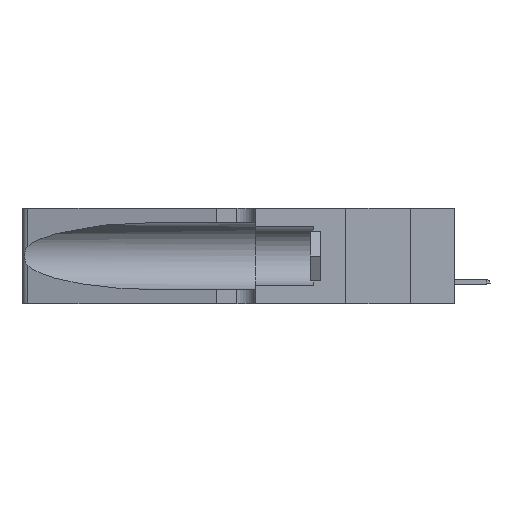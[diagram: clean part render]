
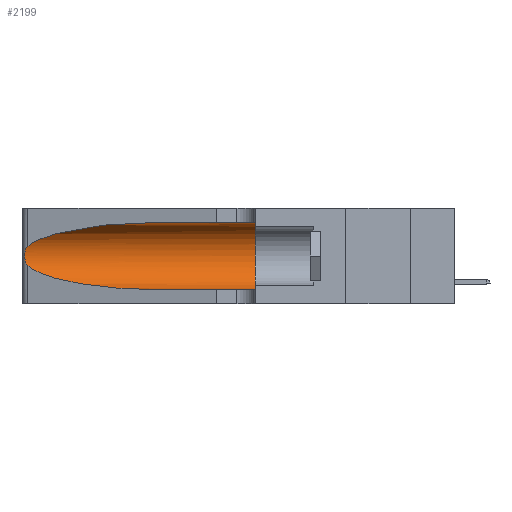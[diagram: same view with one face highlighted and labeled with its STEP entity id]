
A CAD part, left-side view. The second image highlights one B-rep face of the part: STEP entity #2199.
In plain terms, the highlighted cylindrical face has radius 3.308 mm (diameter 6.617 mm), a partial arc.
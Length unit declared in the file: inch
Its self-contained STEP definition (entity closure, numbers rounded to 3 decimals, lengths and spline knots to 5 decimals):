
#166 = DIRECTION ( 'NONE',  ( 0., -1., 0. ) ) ;
#210 = DIRECTION ( 'NONE',  ( 0., -1., 0. ) ) ;
#921 = EDGE_LOOP ( 'NONE', ( #15100, #11691, #9483, #14781, #17766, #6543 ) ) ;
#1764 = DIRECTION ( 'NONE',  ( 0., -1., 0. ) ) ;
#1833 = CARTESIAN_POINT ( 'NONE',  ( 0.25487, 1.22718, 0.22369 ) ) ;
#2199 = ADVANCED_FACE ( 'NONE', ( #2921 ), #13713, .F. ) ;
#2921 = FACE_OUTER_BOUND ( 'NONE', #921, .T. ) ;
#3519 = CARTESIAN_POINT ( 'NONE',  ( 0.25555, 1.22993, 0.14849 ) ) ;
#3527 = CARTESIAN_POINT ( 'NONE',  ( 0.1305, 1.61858, 0.31525 ) ) ;
#4618 = DIRECTION ( 'NONE',  ( 0., 0., 1. ) ) ;
#5097 = CARTESIAN_POINT ( 'NONE',  ( 0.25639, 1.23186, 0.15144 ) ) ;
#5142 = CARTESIAN_POINT ( 'NONE',  ( 0.1305, 1.61858, 0.185 ) ) ;
#5321 = CARTESIAN_POINT ( 'NONE',  ( 0.26075, 1.23896, 0.178 ) ) ;
#5382 = VERTEX_POINT ( 'NONE', #15398 ) ;
#5896 = CARTESIAN_POINT ( 'NONE',  ( 0.25487, 1.22718, 0.14631 ) ) ;
#6492 = CARTESIAN_POINT ( 'NONE',  ( 0.2373, 1.15595, 0.08982 ) ) ;
#6543 = ORIENTED_EDGE ( 'NONE', *, *, #18220, .F. ) ;
#6714 = VERTEX_POINT ( 'NONE', #13509 ) ;
#8376 = CARTESIAN_POINT ( 'NONE',  ( 0.26075, 1.23896, 0.19203 ) ) ;
#8708 = CARTESIAN_POINT ( 'NONE',  ( 0.25639, 1.23184, 0.21858 ) ) ;
#9483 = ORIENTED_EDGE ( 'NONE', *, *, #21877, .T. ) ;
#9538 = CIRCLE ( 'NONE', #12436, 0.13025 ) ;
#9620 = CARTESIAN_POINT ( 'NONE',  ( 0.25487, 1.22718, 0.22369 ) ) ;
#9798 = AXIS2_PLACEMENT_3D ( 'NONE', #5142, #1764, #12038 ) ;
#9936 = DIRECTION ( 'NONE',  ( 0., 1., 0. ) ) ;
#10071 = CARTESIAN_POINT ( 'NONE',  ( 0.25854, 1.2359, 0.20912 ) ) ;
#10284 = VERTEX_POINT ( 'NONE', #5896 ) ;
#10742 = CARTESIAN_POINT ( 'NONE',  ( 0.25487, 1.22718, 0.22369 ) ) ;
#11691 = ORIENTED_EDGE ( 'NONE', *, *, #16997, .T. ) ;
#11791 = VECTOR ( 'NONE', #166, 39.37008 ) ;
#11993 = CARTESIAN_POINT ( 'NONE',  ( 0.25789, 1.23486, 0.15765 ) ) ;
#12038 = DIRECTION ( 'NONE',  ( 0., 0., -1. ) ) ;
#12436 = AXIS2_PLACEMENT_3D ( 'NONE', #16559, #9936, #4618 ) ;
#12444 = VERTEX_POINT ( 'NONE', #10742 ) ;
#12901 = CARTESIAN_POINT ( 'NONE',  ( 0.1305, 0.72297, 0.31525 ) ) ;
#13509 = CARTESIAN_POINT ( 'NONE',  ( 0.1305, 0.35, 0.05475 ) ) ;
#13672 = CARTESIAN_POINT ( 'NONE',  ( 0.25555, 1.22994, 0.2215 ) ) ;
#13713 = CYLINDRICAL_SURFACE ( 'NONE', #9798, 0.13025 ) ;
#14673 =( BOUNDED_CURVE ( )  B_SPLINE_CURVE ( 3, ( #18430, #6492, #15056, #18215 ),
 .UNSPECIFIED., .F., .T. ) 
 B_SPLINE_CURVE_WITH_KNOTS ( ( 4, 4 ),
 ( 3.44316, 4.71239 ),
 .UNSPECIFIED. ) 
 CURVE ( )  GEOMETRIC_REPRESENTATION_ITEM ( )  RATIONAL_B_SPLINE_CURVE ( ( 1., 0.87, 0.87, 1. ) ) 
 REPRESENTATION_ITEM ( '' )  );
#14781 = ORIENTED_EDGE ( 'NONE', *, *, #16176, .T. ) ;
#14911 = CARTESIAN_POINT ( 'NONE',  ( 0.18966, 0.96281, 0.31525 ) ) ;
#15056 = CARTESIAN_POINT ( 'NONE',  ( 0.18966, 0.96281, 0.05475 ) ) ;
#15100 = ORIENTED_EDGE ( 'NONE', *, *, #16806, .T. ) ;
#15355 = LINE ( 'NONE', #3527, #11791 ) ;
#15398 = CARTESIAN_POINT ( 'NONE',  ( 0.1305, 0.35, 0.31525 ) ) ;
#15584 =( BOUNDED_CURVE ( )  B_SPLINE_CURVE ( 3, ( #18503, #14911, #18177, #9620 ),
 .UNSPECIFIED., .F., .T. ) 
 B_SPLINE_CURVE_WITH_KNOTS ( ( 4, 4 ),
 ( 1.5708, 2.84003 ),
 .UNSPECIFIED. ) 
 CURVE ( )  GEOMETRIC_REPRESENTATION_ITEM ( )  RATIONAL_B_SPLINE_CURVE ( ( 1., 0.87, 0.87, 1. ) ) 
 REPRESENTATION_ITEM ( '' )  );
#15679 = EDGE_CURVE ( 'NONE', #5382, #6714, #9538, .T. ) ;
#15766 = CARTESIAN_POINT ( 'NONE',  ( 0.1305, 0.72297, 0.05475 ) ) ;
#16176 = EDGE_CURVE ( 'NONE', #20123, #6714, #20700, .T. ) ;
#16559 = CARTESIAN_POINT ( 'NONE',  ( 0.1305, 0.35, 0.185 ) ) ;
#16806 = EDGE_CURVE ( 'NONE', #17977, #12444, #15584, .T. ) ;
#16926 = CARTESIAN_POINT ( 'NONE',  ( 0.26018, 1.23835, 0.19895 ) ) ;
#16997 = EDGE_CURVE ( 'NONE', #12444, #10284, #17221, .T. ) ;
#17153 = CARTESIAN_POINT ( 'NONE',  ( 0.26017, 1.23833, 0.17102 ) ) ;
#17221 = B_SPLINE_CURVE_WITH_KNOTS ( 'NONE', 3,
 ( #1833, #13672, #8708, #22221, #10071, #16926, #8376, #5321, #17153, #22114, #11993, #5097, #3519, #18836 ),
 .UNSPECIFIED., .F., .F.,
 ( 4, 2, 2, 2, 2, 2, 4 ),
 ( 0., 0.00027, 0.00053, 0.00107, 0.0016, 0.00187, 0.00214 ),
 .UNSPECIFIED. ) ;
#17766 = ORIENTED_EDGE ( 'NONE', *, *, #15679, .F. ) ;
#17977 = VERTEX_POINT ( 'NONE', #12901 ) ;
#18177 = CARTESIAN_POINT ( 'NONE',  ( 0.2373, 1.15595, 0.28018 ) ) ;
#18215 = CARTESIAN_POINT ( 'NONE',  ( 0.1305, 0.72297, 0.05475 ) ) ;
#18220 = EDGE_CURVE ( 'NONE', #17977, #5382, #15355, .T. ) ;
#18430 = CARTESIAN_POINT ( 'NONE',  ( 0.25487, 1.22718, 0.14631 ) ) ;
#18503 = CARTESIAN_POINT ( 'NONE',  ( 0.1305, 0.72297, 0.31525 ) ) ;
#18836 = CARTESIAN_POINT ( 'NONE',  ( 0.25487, 1.22718, 0.14631 ) ) ;
#18899 = VECTOR ( 'NONE', #210, 39.37008 ) ;
#20123 = VERTEX_POINT ( 'NONE', #15766 ) ;
#20700 = LINE ( 'NONE', #20912, #18899 ) ;
#20912 = CARTESIAN_POINT ( 'NONE',  ( 0.1305, 1.61858, 0.05475 ) ) ;
#21877 = EDGE_CURVE ( 'NONE', #10284, #20123, #14673, .T. ) ;
#22114 = CARTESIAN_POINT ( 'NONE',  ( 0.25856, 1.23593, 0.16098 ) ) ;
#22221 = CARTESIAN_POINT ( 'NONE',  ( 0.25787, 1.23484, 0.2124 ) ) ;
